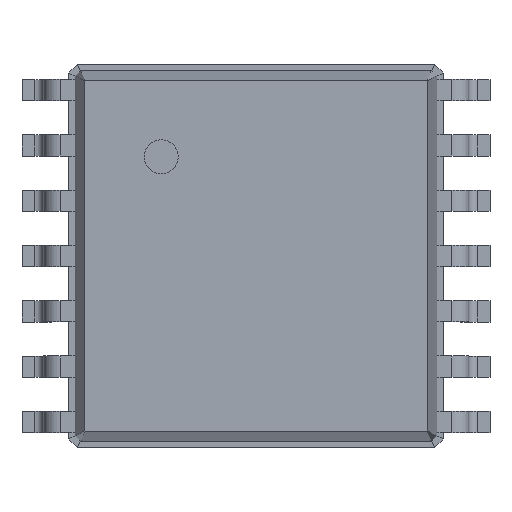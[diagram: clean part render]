
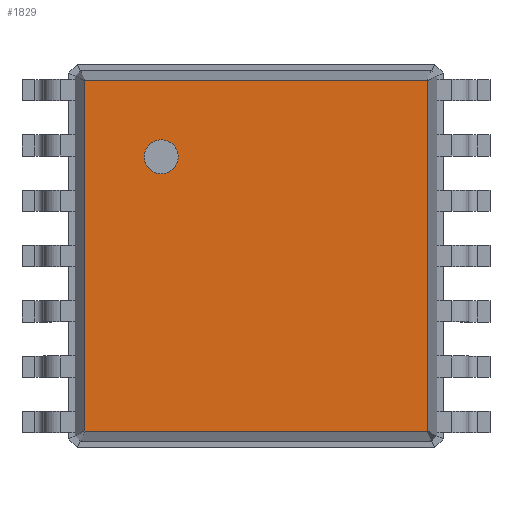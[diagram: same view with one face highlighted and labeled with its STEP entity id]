
A CAD part, top view. The second image highlights one B-rep face of the part: STEP entity #1829.
In plain terms, the highlighted planar face has unit normal (0, 0, 1).
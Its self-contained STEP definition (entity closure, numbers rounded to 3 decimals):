
#13=DIRECTION('',(0.,0.,1.));
#27=VECTOR('',#28,1.);
#28=DIRECTION('',(0.,-1.,0.));
#36=DIRECTION('',(0.,1.,0.));
#58=VECTOR('',#59,1.);
#59=DIRECTION('',(1.,0.,0.));
#130=VECTOR('',#131,1.);
#131=DIRECTION('',(-1.,0.,0.));
#413=VECTOR('',#414,1.);
#414=DIRECTION('',(0.707,-0.707,0.));
#420=VECTOR('',#421,1.);
#421=DIRECTION('',(-0.707,-0.707,0.));
#432=VECTOR('',#433,1.);
#433=DIRECTION('',(-0.707,0.707,0.));
#439=VECTOR('',#36,1.);
#443=VECTOR('',#444,1.);
#444=DIRECTION('',(0.707,0.707,0.));
#793=VERTEX_POINT('',#794);
#794=CARTESIAN_POINT('',(2.014,-2.057,1.6));
#796=ORIENTED_EDGE('',*,*,#797,.F.);
#797=EDGE_CURVE('',#798,#793,#800,.T.);
#798=VERTEX_POINT('',#799);
#799=CARTESIAN_POINT('',(2.014,2.057,1.6));
#800=LINE('',#799,#27);
#1820=ORIENTED_EDGE('',*,*,#1821,.F.);
#1821=EDGE_CURVE('',#1822,#798,#1824,.T.);
#1822=VERTEX_POINT('',#1823);
#1823=CARTESIAN_POINT('',(2.007,2.064,1.6));
#1824=LINE('',#1823,#413);
#1829=ADVANCED_FACE('',(#1830,#1860),#1869,.T.);
#1830=FACE_BOUND('',#1831,.T.);
#1831=EDGE_LOOP('',(#1832,#1837,#1842,#1847,#1852,#1857,#796,#1820));
#1832=ORIENTED_EDGE('',*,*,#1833,.F.);
#1833=EDGE_CURVE('',#1834,#1822,#1836,.T.);
#1834=VERTEX_POINT('',#1835);
#1835=CARTESIAN_POINT('',(-2.007,2.064,1.6));
#1836=LINE('',#1835,#58);
#1837=ORIENTED_EDGE('',*,*,#1838,.F.);
#1838=EDGE_CURVE('',#1839,#1834,#1841,.T.);
#1839=VERTEX_POINT('',#1840);
#1840=CARTESIAN_POINT('',(-2.014,2.057,1.6));
#1841=LINE('',#1840,#443);
#1842=ORIENTED_EDGE('',*,*,#1843,.F.);
#1843=EDGE_CURVE('',#1844,#1839,#1846,.T.);
#1844=VERTEX_POINT('',#1845);
#1845=CARTESIAN_POINT('',(-2.014,-2.057,1.6));
#1846=LINE('',#1845,#439);
#1847=ORIENTED_EDGE('',*,*,#1848,.F.);
#1848=EDGE_CURVE('',#1849,#1844,#1851,.T.);
#1849=VERTEX_POINT('',#1850);
#1850=CARTESIAN_POINT('',(-2.007,-2.064,1.6));
#1851=LINE('',#1850,#432);
#1852=ORIENTED_EDGE('',*,*,#1853,.F.);
#1853=EDGE_CURVE('',#1854,#1849,#1856,.T.);
#1854=VERTEX_POINT('',#1855);
#1855=CARTESIAN_POINT('',(2.007,-2.064,1.6));
#1856=LINE('',#1855,#130);
#1857=ORIENTED_EDGE('',*,*,#1858,.F.);
#1858=EDGE_CURVE('',#793,#1854,#1859,.T.);
#1859=LINE('',#794,#420);
#1860=FACE_BOUND('',#1861,.T.);
#1861=EDGE_LOOP('',(#1862));
#1862=ORIENTED_EDGE('',*,*,#1863,.F.);
#1863=EDGE_CURVE('',#1864,#1864,#1866,.T.);
#1864=VERTEX_POINT('',#1865);
#1865=CARTESIAN_POINT('',(-1.114,0.964,1.6));
#1866=CIRCLE('',#1867,0.2);
#1867=AXIS2_PLACEMENT_3D('',#1868,#13,#28);
#1868=CARTESIAN_POINT('',(-1.114,1.164,1.6));
#1869=PLANE('',#1870);
#1870=AXIS2_PLACEMENT_3D('',#1835,#13,#1871);
#1871=DIRECTION('',(0.697,-0.717,0.));
